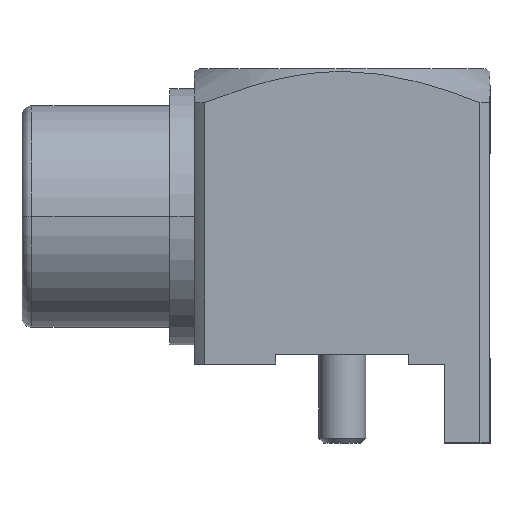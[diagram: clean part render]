
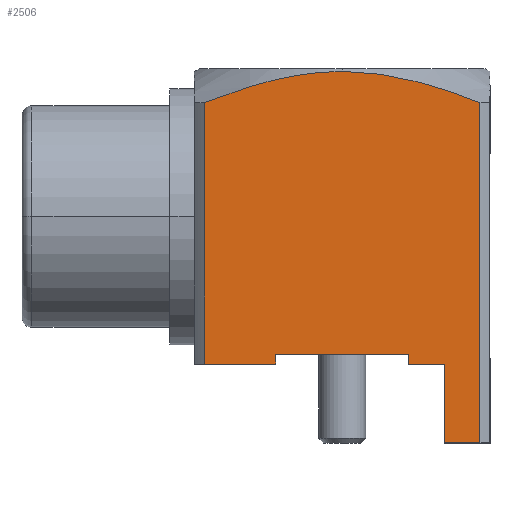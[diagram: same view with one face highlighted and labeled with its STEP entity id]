
A CAD part, top view. The second image highlights one B-rep face of the part: STEP entity #2506.
In plain terms, the highlighted planar face has unit normal (0, 0, 1).
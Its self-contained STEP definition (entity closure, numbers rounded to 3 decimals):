
#7 = CARTESIAN_POINT ( 'NONE',  ( 9.295, 2.307, 3. ) ) ;
#24 = DIRECTION ( 'NONE',  ( 0., -1., 0. ) ) ;
#30 = CARTESIAN_POINT ( 'NONE',  ( 6.5, 2.942, 3. ) ) ;
#32 = VECTOR ( 'NONE', #1926, 1000. ) ;
#33 = LINE ( 'NONE', #1385, #385 ) ;
#51 = CARTESIAN_POINT ( 'NONE',  ( 7.459, 2.861, 3. ) ) ;
#167 = ORIENTED_EDGE ( 'NONE', *, *, #1085, .T. ) ;
#229 = EDGE_CURVE ( 'NONE', #3355, #1806, #336, .T. ) ;
#237 = DIRECTION ( 'NONE',  ( 1., 0., 0. ) ) ;
#244 = ORIENTED_EDGE ( 'NONE', *, *, #2840, .F. ) ;
#289 = CARTESIAN_POINT ( 'NONE',  ( 7.85, -2.8, 3. ) ) ;
#332 = ORIENTED_EDGE ( 'NONE', *, *, #1434, .T. ) ;
#336 = B_SPLINE_CURVE_WITH_KNOTS ( 'NONE', 3,
 ( #610, #3611, #1151, #629, #2586, #923 ),
 .UNSPECIFIED., .F., .F.,
 ( 4, 2, 4 ),
 ( 0.006, 0.008, 0.009 ),
 .UNSPECIFIED. ) ;
#345 = CARTESIAN_POINT ( 'NONE',  ( 6.983, 2.925, 3. ) ) ;
#349 = LINE ( 'NONE', #861, #1756 ) ;
#358 = ORIENTED_EDGE ( 'NONE', *, *, #3030, .T. ) ;
#363 = VECTOR ( 'NONE', #1109, 1000. ) ;
#372 = DIRECTION ( 'NONE',  ( 0., -1., 0. ) ) ;
#377 = DIRECTION ( 'NONE',  ( 1., 0., 0. ) ) ;
#385 = VECTOR ( 'NONE', #2232, 1000. ) ;
#452 = CARTESIAN_POINT ( 'NONE',  ( 7.85, -3., 3. ) ) ;
#467 = CARTESIAN_POINT ( 'NONE',  ( 3.5, -4.6, 3. ) ) ;
#512 = CARTESIAN_POINT ( 'NONE',  ( 9.295, -4.6, 3. ) ) ;
#514 = VERTEX_POINT ( 'NONE', #452 ) ;
#539 = VECTOR ( 'NONE', #1457, 1000. ) ;
#577 = VERTEX_POINT ( 'NONE', #512 ) ;
#610 = CARTESIAN_POINT ( 'NONE',  ( 6.5, 2.942, 3. ) ) ;
#628 = EDGE_CURVE ( 'NONE', #514, #2417, #33, .T. ) ;
#629 = CARTESIAN_POINT ( 'NONE',  ( 4.613, 2.643, 3. ) ) ;
#672 = ORIENTED_EDGE ( 'NONE', *, *, #3368, .T. ) ;
#676 = CARTESIAN_POINT ( 'NONE',  ( 6.74, 2.942, 3. ) ) ;
#777 = FACE_OUTER_BOUND ( 'NONE', #2546, .T. ) ;
#824 = CARTESIAN_POINT ( 'NONE',  ( 9.295, 3.708, 3. ) ) ;
#842 = DIRECTION ( 'NONE',  ( -1., 0., 0. ) ) ;
#861 = CARTESIAN_POINT ( 'NONE',  ( 5.15, -2.8, 3. ) ) ;
#923 = CARTESIAN_POINT ( 'NONE',  ( 3.705, 2.307, 3. ) ) ;
#970 = VERTEX_POINT ( 'NONE', #2263 ) ;
#1041 = VERTEX_POINT ( 'NONE', #7 ) ;
#1045 = ORIENTED_EDGE ( 'NONE', *, *, #628, .T. ) ;
#1085 = EDGE_CURVE ( 'NONE', #1955, #2187, #349, .T. ) ;
#1109 = DIRECTION ( 'NONE',  ( 0., 1., 0. ) ) ;
#1151 = CARTESIAN_POINT ( 'NONE',  ( 5.543, 2.873, 3. ) ) ;
#1287 = CARTESIAN_POINT ( 'NONE',  ( 3.705, 2.307, 3. ) ) ;
#1320 = CARTESIAN_POINT ( 'NONE',  ( 5.15, -2.8, 3. ) ) ;
#1359 = EDGE_CURVE ( 'NONE', #1041, #3355, #3408, .T. ) ;
#1382 = LINE ( 'NONE', #3216, #2863 ) ;
#1385 = CARTESIAN_POINT ( 'NONE',  ( 7.85, -3., 3. ) ) ;
#1434 = EDGE_CURVE ( 'NONE', #970, #577, #2359, .T. ) ;
#1457 = DIRECTION ( 'NONE',  ( 0., -1., 0. ) ) ;
#1515 = CARTESIAN_POINT ( 'NONE',  ( 9.295, 2.307, 3. ) ) ;
#1537 = EDGE_CURVE ( 'NONE', #1806, #1962, #2280, .T. ) ;
#1542 = DIRECTION ( 'NONE',  ( 1., 0., 0. ) ) ;
#1596 = ORIENTED_EDGE ( 'NONE', *, *, #1537, .T. ) ;
#1708 = AXIS2_PLACEMENT_3D ( 'NONE', #467, #3508, #842 ) ;
#1715 = CARTESIAN_POINT ( 'NONE',  ( 6.5, 2.942, 3. ) ) ;
#1737 = LINE ( 'NONE', #3395, #3225 ) ;
#1756 = VECTOR ( 'NONE', #237, 1000. ) ;
#1806 = VERTEX_POINT ( 'NONE', #1287 ) ;
#1926 = DIRECTION ( 'NONE',  ( 0., -1., 0. ) ) ;
#1955 = VERTEX_POINT ( 'NONE', #1320 ) ;
#1962 = VERTEX_POINT ( 'NONE', #2537 ) ;
#2027 = CARTESIAN_POINT ( 'NONE',  ( 8.39, 2.641, 3. ) ) ;
#2033 = LINE ( 'NONE', #3131, #539 ) ;
#2187 = VERTEX_POINT ( 'NONE', #289 ) ;
#2232 = DIRECTION ( 'NONE',  ( 1., 0., 0. ) ) ;
#2263 = CARTESIAN_POINT ( 'NONE',  ( 8.57, -4.6, 3. ) ) ;
#2280 = LINE ( 'NONE', #2630, #32 ) ;
#2332 = CARTESIAN_POINT ( 'NONE',  ( 2.4, -4.6, 3. ) ) ;
#2338 = LINE ( 'NONE', #3436, #2996 ) ;
#2350 = ORIENTED_EDGE ( 'NONE', *, *, #1359, .T. ) ;
#2359 = LINE ( 'NONE', #2332, #3115 ) ;
#2417 = VERTEX_POINT ( 'NONE', #2640 ) ;
#2506 = ADVANCED_FACE ( 'NONE', ( #777 ), #3551, .T. ) ;
#2520 = LINE ( 'NONE', #824, #363 ) ;
#2537 = CARTESIAN_POINT ( 'NONE',  ( 3.705, -3., 3. ) ) ;
#2546 = EDGE_LOOP ( 'NONE', ( #1596, #358, #244, #167, #2629, #1045, #672, #332, #3132, #2350, #3497 ) ) ;
#2586 = CARTESIAN_POINT ( 'NONE',  ( 4.153, 2.483, 3. ) ) ;
#2629 = ORIENTED_EDGE ( 'NONE', *, *, #2769, .T. ) ;
#2630 = CARTESIAN_POINT ( 'NONE',  ( 3.705, 3.708, 3. ) ) ;
#2640 = CARTESIAN_POINT ( 'NONE',  ( 8.57, -3., 3. ) ) ;
#2662 = CARTESIAN_POINT ( 'NONE',  ( 8.847, 2.483, 3. ) ) ;
#2769 = EDGE_CURVE ( 'NONE', #2187, #514, #1737, .T. ) ;
#2840 = EDGE_CURVE ( 'NONE', #1955, #3585, #2338, .T. ) ;
#2863 = VECTOR ( 'NONE', #1542, 1000. ) ;
#2996 = VECTOR ( 'NONE', #372, 1000. ) ;
#2998 = CARTESIAN_POINT ( 'NONE',  ( 5.15, -3., 3. ) ) ;
#3030 = EDGE_CURVE ( 'NONE', #1962, #3585, #1382, .T. ) ;
#3115 = VECTOR ( 'NONE', #377, 1000. ) ;
#3131 = CARTESIAN_POINT ( 'NONE',  ( 8.57, 5.333, 3. ) ) ;
#3132 = ORIENTED_EDGE ( 'NONE', *, *, #3304, .T. ) ;
#3165 = CARTESIAN_POINT ( 'NONE',  ( 7.693, 2.814, 3. ) ) ;
#3216 = CARTESIAN_POINT ( 'NONE',  ( 4.43, -3., 3. ) ) ;
#3225 = VECTOR ( 'NONE', #24, 1000. ) ;
#3304 = EDGE_CURVE ( 'NONE', #577, #1041, #2520, .T. ) ;
#3355 = VERTEX_POINT ( 'NONE', #1715 ) ;
#3368 = EDGE_CURVE ( 'NONE', #2417, #970, #2033, .T. ) ;
#3395 = CARTESIAN_POINT ( 'NONE',  ( 7.85, 11.485, 3. ) ) ;
#3408 = B_SPLINE_CURVE_WITH_KNOTS ( 'NONE', 3,
 ( #1515, #2662, #2027, #3165, #51, #345, #676, #30 ),
 .UNSPECIFIED., .F., .F.,
 ( 4, 2, 2, 4 ),
 ( 0.003, 0.005, 0.006, 0.006 ),
 .UNSPECIFIED. ) ;
#3436 = CARTESIAN_POINT ( 'NONE',  ( 5.15, 11.485, 3. ) ) ;
#3497 = ORIENTED_EDGE ( 'NONE', *, *, #229, .T. ) ;
#3508 = DIRECTION ( 'NONE',  ( 0., 0., 1. ) ) ;
#3551 = PLANE ( 'NONE',  #1708 ) ;
#3585 = VERTEX_POINT ( 'NONE', #2998 ) ;
#3611 = CARTESIAN_POINT ( 'NONE',  ( 6.016, 2.942, 3. ) ) ;
